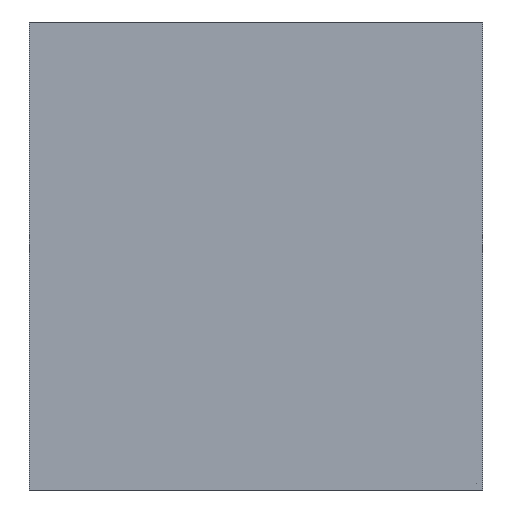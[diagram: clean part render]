
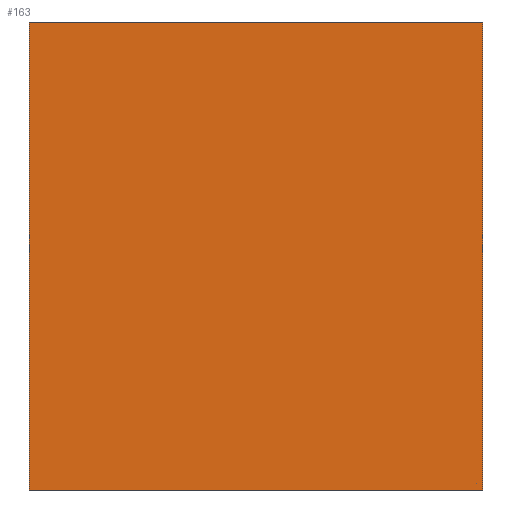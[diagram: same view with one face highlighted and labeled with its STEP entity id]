
A CAD part, front view. The second image highlights one B-rep face of the part: STEP entity #163.
In plain terms, the highlighted planar face has unit normal (0, -1, 0).
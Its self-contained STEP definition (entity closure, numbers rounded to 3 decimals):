
#163=ADVANCED_FACE('',(#404),#405,.T.);
#167=EDGE_CURVE('',#185,#183,#409,.T.);
#175=EDGE_CURVE('',#251,#185,#420,.T.);
#177=EDGE_CURVE('',#183,#343,#422,.T.);
#183=VERTEX_POINT('',#428);
#185=VERTEX_POINT('',#430);
#239=EDGE_CURVE('',#251,#343,#489,.T.);
#251=VERTEX_POINT('',#504);
#343=VERTEX_POINT('',#604);
#404=FACE_OUTER_BOUND('',#663,.T.);
#405=PLANE('',#664);
#409=LINE('',#669,#670);
#420=LINE('',#682,#683);
#422=LINE('',#686,#687);
#428=CARTESIAN_POINT('',(315.0,0.,650.0));
#430=CARTESIAN_POINT('',(315.0,0.,0.0));
#489=LINE('',#784,#785);
#504=CARTESIAN_POINT('',(-315.0,0.,0.0));
#604=CARTESIAN_POINT('',(-315.0,0.,650.0));
#663=EDGE_LOOP('',(#1002,#1003,#1004,#1005));
#664=AXIS2_PLACEMENT_3D('',#1006,#1007,#1008);
#669=CARTESIAN_POINT('',(315.0,0.,0.0));
#670=VECTOR('',#1009,1.0);
#682=CARTESIAN_POINT('',(-315.0,0.,0.0));
#683=VECTOR('',#1036,1.0);
#686=CARTESIAN_POINT('',(-315.0,0.,650.0));
#687=VECTOR('',#1037,1.0);
#784=CARTESIAN_POINT('',(-315.0,0.,0.0));
#785=VECTOR('',#1101,1.0);
#1002=ORIENTED_EDGE('',*,*,#177,.T.);
#1003=ORIENTED_EDGE('',*,*,#239,.F.);
#1004=ORIENTED_EDGE('',*,*,#175,.T.);
#1005=ORIENTED_EDGE('',*,*,#167,.T.);
#1006=CARTESIAN_POINT('',(315.0,0.,0.0));
#1007=DIRECTION('',(0.0,-1.0,0.0));
#1008=DIRECTION('',(0.0,0.0,-1.0));
#1009=DIRECTION('',(0.0,0.0,1.0));
#1036=DIRECTION('',(1.0,0.0,0.0));
#1037=DIRECTION('',(-1.0,0.0,0.0));
#1101=DIRECTION('',(0.0,0.0,1.0));
